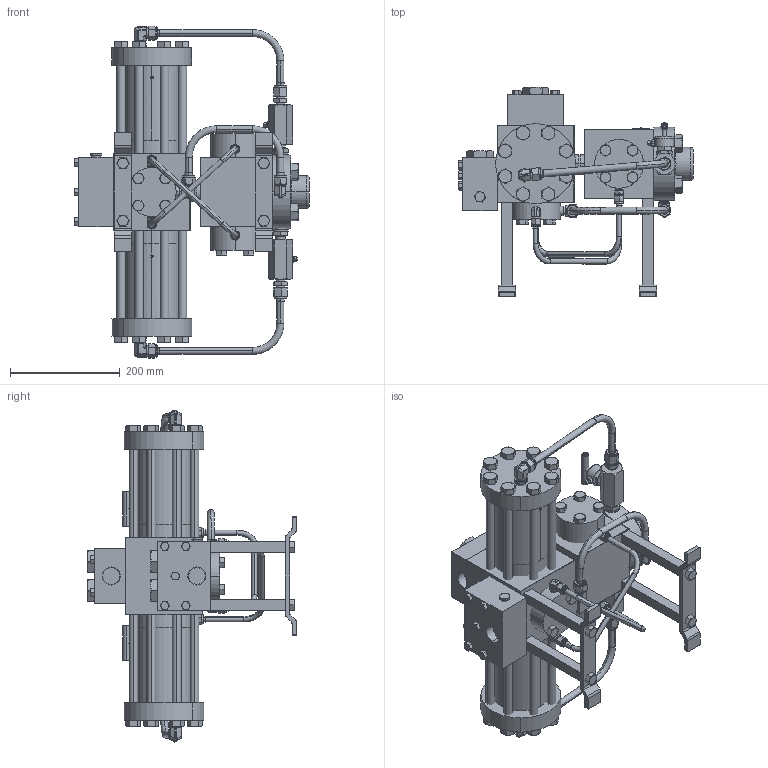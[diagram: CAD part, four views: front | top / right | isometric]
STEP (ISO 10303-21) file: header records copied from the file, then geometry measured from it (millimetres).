
FILE_DESCRIPTION (( 'STEP AP203' ), '1' );
FILE_NAME ('10020 SC GLYCOL PUMP (GAI).STEP', '2017-06-05T18:20:56', ( '' ), ( '' ), 'SwSTEP 2.0', 'SolidWorks 2016', '' );
FILE_SCHEMA (( 'CONFIG_CONTROL_DESIGN' ));
Products named in the file (1): 10020 SC GLYCOL PUMP (GAI)
Bounding box: 426.85 x 380.56 x 604.45 mm (x, y, z)
Volume: 15027985.4 mm3; surface area: 1447045.7 mm2
Topology: 127 solids, 127 shells, 3155 faces, 6909 edges, 4105 vertices
Faces by surface type: plane 1258, cone 902, cylinder 625, bspline 175, torus 130, sphere 65
Entity records: 97732 total; most frequent: CARTESIAN_POINT 31417, ORIENTED_EDGE 13696, DIRECTION 13539, EDGE_CURVE 6848, AXIS2_PLACEMENT_3D 5377, VERTEX_POINT 4103, EDGE_LOOP 3331, ADVANCED_FACE 3155
